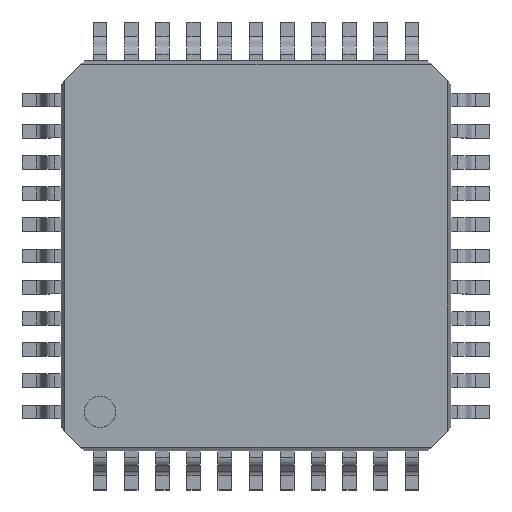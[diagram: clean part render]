
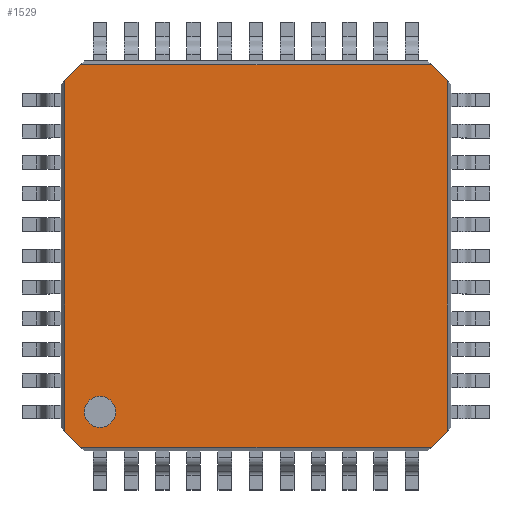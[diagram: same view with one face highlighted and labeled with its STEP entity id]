
A CAD part, top view. The second image highlights one B-rep face of the part: STEP entity #1529.
In plain terms, the highlighted planar face has unit normal (0, 0, 1).
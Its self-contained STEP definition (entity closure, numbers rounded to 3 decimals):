
#35 = AXIS2_PLACEMENT_3D ( 'NONE', #966, #967, #968 ) ;
#84 = VECTOR ( 'NONE', #702, 1000. ) ;
#88 = VECTOR ( 'NONE', #714, 1000. ) ;
#89 = VECTOR ( 'NONE', #717, 1000. ) ;
#93 = VECTOR ( 'NONE', #726, 1000. ) ;
#305 = CARTESIAN_POINT ( 'NONE',  ( 4.906, 4.494, 1. ) ) ;
#316 = CARTESIAN_POINT ( 'NONE',  ( 4.906, -4.494, 1. ) ) ;
#326 = CARTESIAN_POINT ( 'NONE',  ( -3.6, -4., 1. ) ) ;
#329 = CARTESIAN_POINT ( 'NONE',  ( -4.4, -4., 1. ) ) ;
#332 = CARTESIAN_POINT ( 'NONE',  ( 4.494, 4.906, 1. ) ) ;
#333 = CARTESIAN_POINT ( 'NONE',  ( -4.906, -4.494, 1. ) ) ;
#334 = CARTESIAN_POINT ( 'NONE',  ( -4.494, -4.906, 1. ) ) ;
#335 = CARTESIAN_POINT ( 'NONE',  ( -4.494, 4.906, 1. ) ) ;
#336 = CARTESIAN_POINT ( 'NONE',  ( 4.494, -4.906, 1. ) ) ;
#337 = CARTESIAN_POINT ( 'NONE',  ( -4.906, 4.494, 1. ) ) ;
#423 = EDGE_LOOP ( 'NONE', ( #521, #523, #522, #524, #525, #526, #527, #528 ) ) ;
#424 = EDGE_LOOP ( 'NONE', ( #501, #500 ) ) ;
#500 = ORIENTED_EDGE ( 'NONE', *, *, #1601, .F. ) ;
#501 = ORIENTED_EDGE ( 'NONE', *, *, #1552, .F. ) ;
#521 = ORIENTED_EDGE ( 'NONE', *, *, #1550, .T. ) ;
#522 = ORIENTED_EDGE ( 'NONE', *, *, #1549, .T. ) ;
#523 = ORIENTED_EDGE ( 'NONE', *, *, #1551, .F. ) ;
#524 = ORIENTED_EDGE ( 'NONE', *, *, #1548, .F. ) ;
#525 = ORIENTED_EDGE ( 'NONE', *, *, #1569, .T. ) ;
#526 = ORIENTED_EDGE ( 'NONE', *, *, #1565, .F. ) ;
#527 = ORIENTED_EDGE ( 'NONE', *, *, #1570, .T. ) ;
#528 = ORIENTED_EDGE ( 'NONE', *, *, #1573, .F. ) ;
#641 = VECTOR ( 'NONE', #1227, 1000. ) ;
#643 = VECTOR ( 'NONE', #1231, 1000. ) ;
#644 = VECTOR ( 'NONE', #1234, 1000. ) ;
#645 = AXIS2_PLACEMENT_3D ( 'NONE', #1228, #1238, #1239 ) ;
#646 = VECTOR ( 'NONE', #1237, 1000. ) ;
#700 = LINE ( 'NONE', #701, #84 ) ;
#701 = CARTESIAN_POINT ( 'NONE',  ( -4.494, -4.906, 1. ) ) ;
#702 = DIRECTION ( 'NONE',  ( -0.707, 0.707, 0. ) ) ;
#712 = LINE ( 'NONE', #713, #88 ) ;
#713 = CARTESIAN_POINT ( 'NONE',  ( -4.906, 5., 1. ) ) ;
#714 = DIRECTION ( 'NONE',  ( 0., -1., 0. ) ) ;
#715 = LINE ( 'NONE', #716, #89 ) ;
#716 = CARTESIAN_POINT ( 'NONE',  ( -5., -4.906, 1. ) ) ;
#717 = DIRECTION ( 'NONE',  ( 1., 0., 0. ) ) ;
#724 = LINE ( 'NONE', #725, #93 ) ;
#725 = CARTESIAN_POINT ( 'NONE',  ( 4.906, -4.494, 1. ) ) ;
#726 = DIRECTION ( 'NONE',  ( -0.707, -0.707, 0. ) ) ;
#966 = CARTESIAN_POINT ( 'NONE',  ( -4., -4., 1. ) ) ;
#967 = DIRECTION ( 'NONE',  ( 0., 0., 1. ) ) ;
#968 = DIRECTION ( 'NONE',  ( 1., 0., 0. ) ) ;
#1157 = PLANE ( 'NONE',  #1695 ) ;
#1158 = CARTESIAN_POINT ( 'NONE',  ( -24.284, 0., 1. ) ) ;
#1159 = DIRECTION ( 'NONE',  ( 0., 0., -1. ) ) ;
#1160 = DIRECTION ( 'NONE',  ( -1., 0., 0. ) ) ;
#1225 = LINE ( 'NONE', #1226, #641 ) ;
#1226 = CARTESIAN_POINT ( 'NONE',  ( -4.906, 4.494, 1. ) ) ;
#1227 = DIRECTION ( 'NONE',  ( 0.707, 0.707, 0. ) ) ;
#1228 = CARTESIAN_POINT ( 'NONE',  ( -4., -4., 1. ) ) ;
#1229 = LINE ( 'NONE', #1230, #643 ) ;
#1230 = CARTESIAN_POINT ( 'NONE',  ( -5., 4.906, 1. ) ) ;
#1231 = DIRECTION ( 'NONE',  ( -1., 0., 0. ) ) ;
#1232 = LINE ( 'NONE', #1233, #644 ) ;
#1233 = CARTESIAN_POINT ( 'NONE',  ( 4.906, 5., 1. ) ) ;
#1234 = DIRECTION ( 'NONE',  ( 0., 1., 0. ) ) ;
#1235 = LINE ( 'NONE', #1236, #646 ) ;
#1236 = CARTESIAN_POINT ( 'NONE',  ( 4.494, 4.906, 1. ) ) ;
#1237 = DIRECTION ( 'NONE',  ( 0.707, -0.707, 0. ) ) ;
#1238 = DIRECTION ( 'NONE',  ( 0., 0., 1. ) ) ;
#1239 = DIRECTION ( 'NONE',  ( 1., 0., 0. ) ) ;
#1366 = VERTEX_POINT ( 'NONE', #305 ) ;
#1377 = VERTEX_POINT ( 'NONE', #316 ) ;
#1387 = VERTEX_POINT ( 'NONE', #326 ) ;
#1390 = VERTEX_POINT ( 'NONE', #329 ) ;
#1393 = VERTEX_POINT ( 'NONE', #332 ) ;
#1394 = VERTEX_POINT ( 'NONE', #333 ) ;
#1395 = VERTEX_POINT ( 'NONE', #334 ) ;
#1396 = VERTEX_POINT ( 'NONE', #335 ) ;
#1397 = VERTEX_POINT ( 'NONE', #336 ) ;
#1398 = VERTEX_POINT ( 'NONE', #337 ) ;
#1529 = ADVANCED_FACE ( 'NONE', ( #1674, #1692 ), #1157, .F. ) ;
#1548 = EDGE_CURVE ( 'NONE', #1398, #1396, #1225, .T. ) ;
#1549 = EDGE_CURVE ( 'NONE', #1393, #1396, #1229, .T. ) ;
#1550 = EDGE_CURVE ( 'NONE', #1377, #1366, #1232, .T. ) ;
#1551 = EDGE_CURVE ( 'NONE', #1393, #1366, #1235, .T. ) ;
#1552 = EDGE_CURVE ( 'NONE', #1387, #1390, #1650, .T. ) ;
#1565 = EDGE_CURVE ( 'NONE', #1395, #1394, #700, .T. ) ;
#1569 = EDGE_CURVE ( 'NONE', #1398, #1394, #712, .T. ) ;
#1570 = EDGE_CURVE ( 'NONE', #1395, #1397, #715, .T. ) ;
#1573 = EDGE_CURVE ( 'NONE', #1377, #1397, #724, .T. ) ;
#1601 = EDGE_CURVE ( 'NONE', #1390, #1387, #1619, .T. ) ;
#1619 = CIRCLE ( 'NONE', #35, 0.4 ) ;
#1650 = CIRCLE ( 'NONE', #645, 0.4 ) ;
#1674 = FACE_OUTER_BOUND ( 'NONE', #423, .T. ) ;
#1692 = FACE_BOUND ( 'NONE', #424, .T. ) ;
#1695 = AXIS2_PLACEMENT_3D ( 'NONE', #1158, #1159, #1160 ) ;
